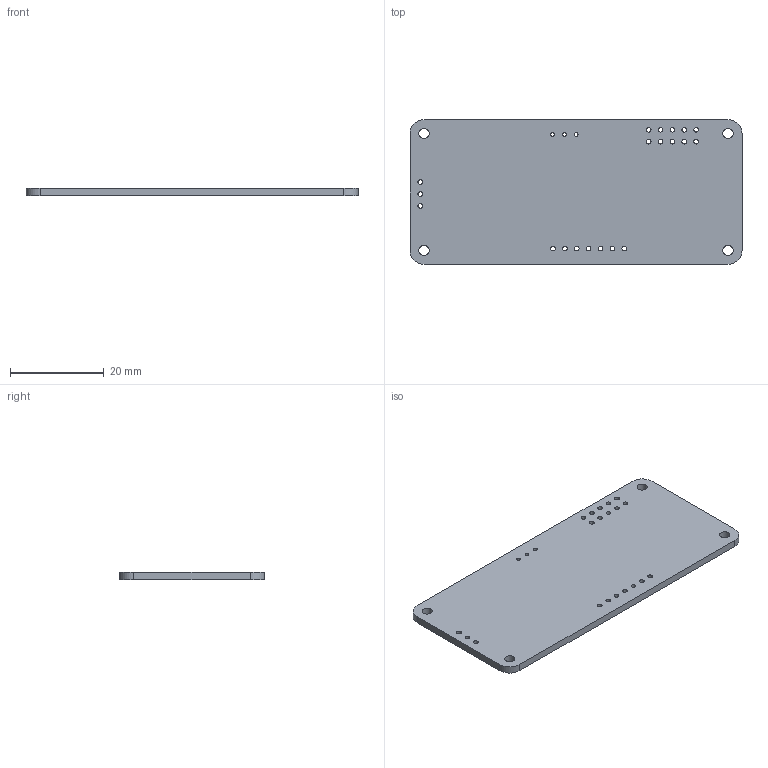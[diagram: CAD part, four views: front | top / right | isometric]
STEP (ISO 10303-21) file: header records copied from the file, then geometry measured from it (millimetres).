
FILE_DESCRIPTION(('KiCad electronic assembly'),'2;1');
FILE_NAME('STM32L4_Project.step','2024-05-02T17:59:25',('Pcbnew'),( 'Kicad'),'Open CASCADE STEP processor 7.6','KiCad to STEP converter' ,'Unknown');
FILE_SCHEMA(('AUTOMOTIVE_DESIGN { 1 0 10303 214 1 1 1 1 }'));
Length unit declared in the file: millimetre
Products named in the file (2): STM32L4_Project 1; STM32L4_Project PCB
Assembly tree (1 placements, depth 2):
  STM32L4_Project 1
    STM32L4_Project PCB
Bounding box: 71 x 31 x 1.6 mm (x, y, z)
Volume: 3457.4 mm3; surface area: 4796.7 mm2
Topology: 1 solids, 1 shells, 37 faces, 105 edges, 70 vertices
Faces by surface type: cylinder 31, plane 6
Full cylindrical faces by diameter (mm): 0.8 x3, 1 x20, 2.2 x4
Entity records: 2761 total; most frequent: DIRECTION 455, CARTESIAN_POINT 424, ORIENTED_EDGE 210, PCURVE 210, DEFINITIONAL_REPRESENTATION 210, LINE 191, VECTOR 191, CIRCLE 124
